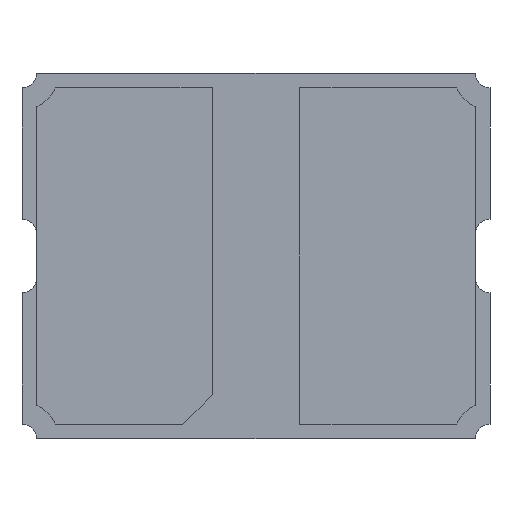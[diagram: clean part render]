
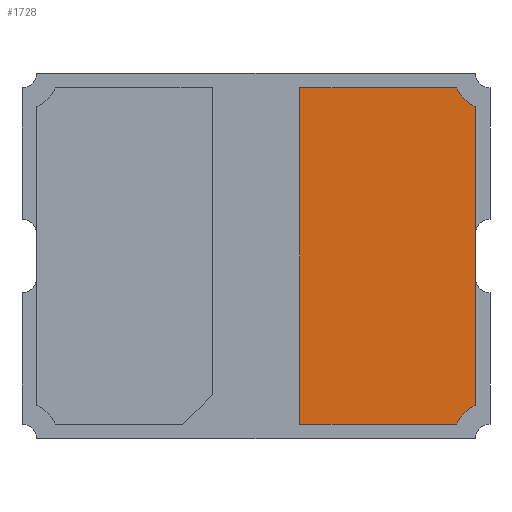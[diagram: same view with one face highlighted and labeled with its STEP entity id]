
A CAD part, front view. The second image highlights one B-rep face of the part: STEP entity #1728.
In plain terms, the highlighted planar face has unit normal (0, -1, 0).
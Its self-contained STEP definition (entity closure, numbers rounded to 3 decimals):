
#91 = VERTEX_POINT ( 'NONE', #279 ) ;
#134 = CARTESIAN_POINT ( 'NONE',  ( 0., 0., -1.15 ) ) ;
#198 = VERTEX_POINT ( 'NONE', #448 ) ;
#213 = LINE ( 'NONE', #1751, #1241 ) ;
#254 = DIRECTION ( 'NONE',  ( 0., 1., 0. ) ) ;
#279 = CARTESIAN_POINT ( 'NONE',  ( 0.3, 0., -1.15 ) ) ;
#448 = CARTESIAN_POINT ( 'NONE',  ( 1.5, 0., -1.021 ) ) ;
#516 = DIRECTION ( 'NONE',  ( 0., 1., 0. ) ) ;
#656 = DIRECTION ( 'NONE',  ( 0., 0., -1. ) ) ;
#675 = EDGE_CURVE ( 'NONE', #1528, #198, #1649, .T. ) ;
#740 = CARTESIAN_POINT ( 'NONE',  ( 0., 0., 0. ) ) ;
#759 = EDGE_CURVE ( 'NONE', #1076, #1770, #1428, .T. ) ;
#888 = LINE ( 'NONE', #134, #1216 ) ;
#928 = CARTESIAN_POINT ( 'NONE',  ( 0., 0., 1.15 ) ) ;
#987 = AXIS2_PLACEMENT_3D ( 'NONE', #740, #254, #1496 ) ;
#1007 = CARTESIAN_POINT ( 'NONE',  ( 1.371, 0., 1.15 ) ) ;
#1075 = CARTESIAN_POINT ( 'NONE',  ( 1.6, 0., -1.25 ) ) ;
#1076 = VERTEX_POINT ( 'NONE', #1846 ) ;
#1103 = EDGE_LOOP ( 'NONE', ( #1810, #1320, #1377, #1186, #1349, #1704 ) ) ;
#1120 = EDGE_CURVE ( 'NONE', #1076, #198, #213, .T. ) ;
#1185 = PLANE ( 'NONE',  #987 ) ;
#1186 = ORIENTED_EDGE ( 'NONE', *, *, #1791, .F. ) ;
#1203 = CARTESIAN_POINT ( 'NONE',  ( 0.3, 0., 0. ) ) ;
#1215 = DIRECTION ( 'NONE',  ( 0., 1., 0. ) ) ;
#1216 = VECTOR ( 'NONE', #1464, 1000. ) ;
#1241 = VECTOR ( 'NONE', #656, 1000. ) ;
#1278 = CARTESIAN_POINT ( 'NONE',  ( 1.6, 0., 1.25 ) ) ;
#1280 = VERTEX_POINT ( 'NONE', #1889 ) ;
#1308 = AXIS2_PLACEMENT_3D ( 'NONE', #1278, #516, #1896 ) ;
#1309 = VECTOR ( 'NONE', #1547, 1000. ) ;
#1313 = FACE_OUTER_BOUND ( 'NONE', #1103, .T. ) ;
#1320 = ORIENTED_EDGE ( 'NONE', *, *, #1481, .T. ) ;
#1349 = ORIENTED_EDGE ( 'NONE', *, *, #675, .T. ) ;
#1377 = ORIENTED_EDGE ( 'NONE', *, *, #1734, .T. ) ;
#1424 = AXIS2_PLACEMENT_3D ( 'NONE', #1075, #1215, #1549 ) ;
#1428 = CIRCLE ( 'NONE', #1308, 0.25 ) ;
#1454 = LINE ( 'NONE', #1203, #1495 ) ;
#1464 = DIRECTION ( 'NONE',  ( -1., 0., 0. ) ) ;
#1474 = LINE ( 'NONE', #928, #1309 ) ;
#1481 = EDGE_CURVE ( 'NONE', #1770, #1280, #1474, .T. ) ;
#1495 = VECTOR ( 'NONE', #1800, 1000. ) ;
#1496 = DIRECTION ( 'NONE',  ( 0., 0., 1. ) ) ;
#1528 = VERTEX_POINT ( 'NONE', #1631 ) ;
#1547 = DIRECTION ( 'NONE',  ( -1., 0., 0. ) ) ;
#1549 = DIRECTION ( 'NONE',  ( 0., 0., 1. ) ) ;
#1631 = CARTESIAN_POINT ( 'NONE',  ( 1.371, 0., -1.15 ) ) ;
#1649 = CIRCLE ( 'NONE', #1424, 0.25 ) ;
#1704 = ORIENTED_EDGE ( 'NONE', *, *, #1120, .F. ) ;
#1728 = ADVANCED_FACE ( 'NONE', ( #1313 ), #1185, .F. ) ;
#1734 = EDGE_CURVE ( 'NONE', #1280, #91, #1454, .T. ) ;
#1751 = CARTESIAN_POINT ( 'NONE',  ( 1.5, 0., 0. ) ) ;
#1770 = VERTEX_POINT ( 'NONE', #1007 ) ;
#1791 = EDGE_CURVE ( 'NONE', #1528, #91, #888, .T. ) ;
#1800 = DIRECTION ( 'NONE',  ( 0., 0., -1. ) ) ;
#1810 = ORIENTED_EDGE ( 'NONE', *, *, #759, .T. ) ;
#1846 = CARTESIAN_POINT ( 'NONE',  ( 1.5, 0., 1.021 ) ) ;
#1889 = CARTESIAN_POINT ( 'NONE',  ( 0.3, 0., 1.15 ) ) ;
#1896 = DIRECTION ( 'NONE',  ( 0., 0., 1. ) ) ;
